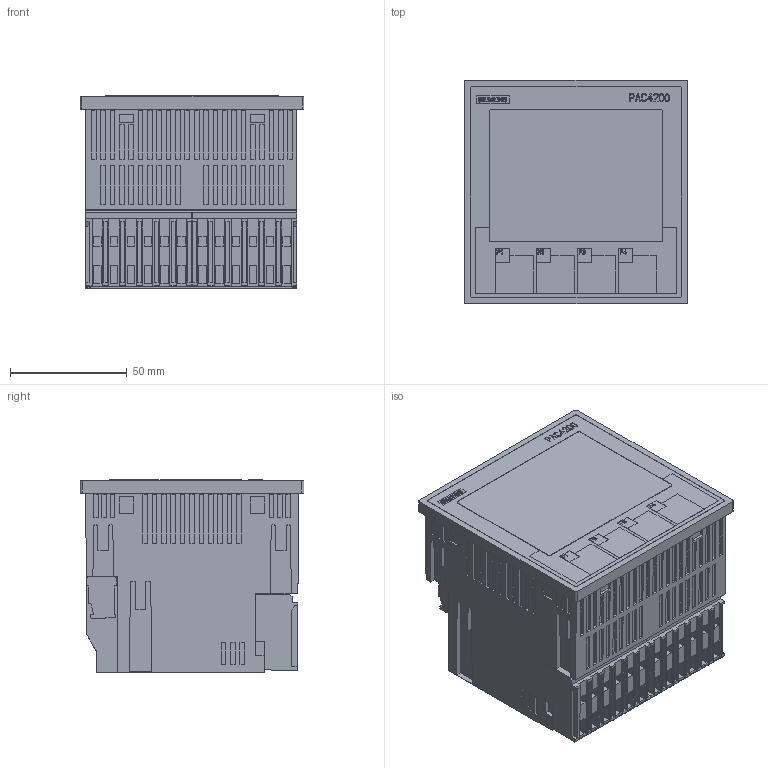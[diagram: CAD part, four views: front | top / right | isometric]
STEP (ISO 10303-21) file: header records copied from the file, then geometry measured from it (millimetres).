
FILE_DESCRIPTION(('STEP AP214'),'1');
FILE_NAME('cctmp_1848EDD2-266A-444B-B9FB-2D032EA9802D_2023_07_22_12_14_18_0975..stp','2023-07-22T10:14:21',('SIEMENS A&D'),('CADClick - www.CADClick.com'),'Spatial InterOp 3D postprocessed',' ','unknown authorization');
FILE_SCHEMA(('AUTOMOTIVE_DESIGN'));
Length unit declared in the file: millimetre
Products named in the file (11): cc_unnamed; 2023_07_22_12_14_18_0909; 2023_07_22_12_14_18_0905; 2023_07_22_12_14_18_0901; 2023_07_22_12_14_18_0897; 2023_07_22_12_14_18_0893; 2023_07_22_12_14_18_0890; 2023_07_22_12_14_18_0886; 2023_07_22_12_14_18_0882; 2023_07_22_12_14_18_0878; 2023_07_22_12_14_18_0874
Assembly tree (10 placements, depth 2):
  cc_unnamed
    2023_07_22_12_14_18_0909
    2023_07_22_12_14_18_0905
    2023_07_22_12_14_18_0901
    2023_07_22_12_14_18_0897
    2023_07_22_12_14_18_0893
    2023_07_22_12_14_18_0890
    2023_07_22_12_14_18_0886
    2023_07_22_12_14_18_0882
    2023_07_22_12_14_18_0878
    2023_07_22_12_14_18_0874
Bounding box: 95.71 x 95.68 x 82.33 mm (x, y, z)
Volume: 627897.7 mm3; surface area: 71545.5 mm2
Topology: 1 solids, 1 shells, 1861 faces, 4842 edges, 3229 vertices
Faces by surface type: plane 1664, cylinder 113, bspline 71, extrusion 13
Entity records: 63633 total; most frequent: CARTESIAN_POINT 12521, ORIENTED_EDGE 9666, DIRECTION 8332, EDGE_CURVE 4833, VECTOR 4356, LINE 4343, VERTEX_POINT 3220, EDGE_LOOP 2137
